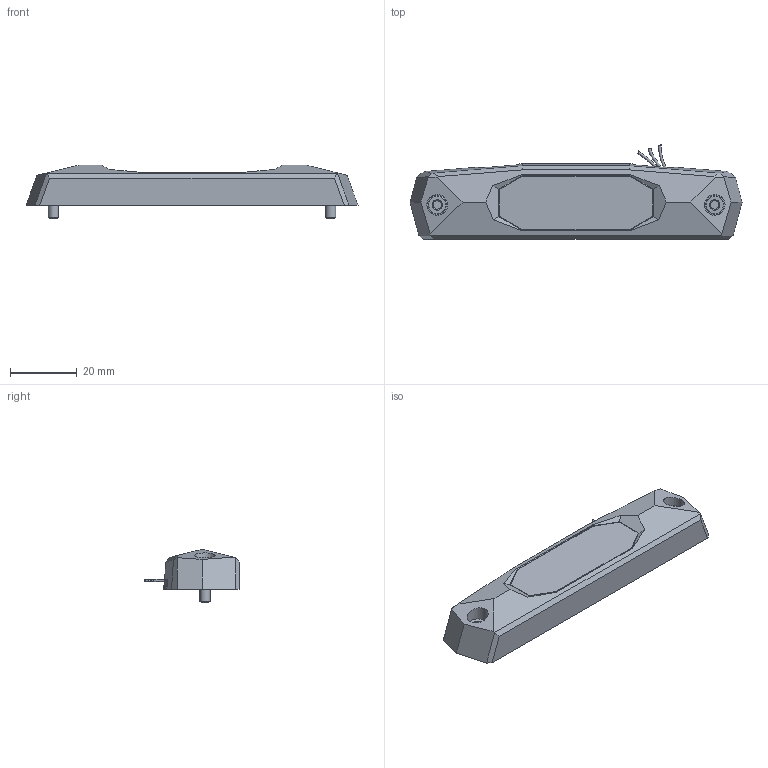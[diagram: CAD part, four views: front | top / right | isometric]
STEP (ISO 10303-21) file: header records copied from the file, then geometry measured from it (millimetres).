
FILE_DESCRIPTION(/* description */ (''),/* implementation_level */ '2;1');
FILE_NAME(/* name */ 'Rainbow_Serial_Bumper v2.step',/* time_stamp */ '2023-11-23T13:40:18-05:00',/* author */ (''),/* organization */ (''),/* preprocessor_version */ 'ST-DEVELOPER v20',/* originating_system */ 'Autodesk Translation Framework v12.14.0.127',/* authorisation */ '');
FILE_SCHEMA (('AUTOMOTIVE_DESIGN { 1 0 10303 214 3 1 1 }'));
Length unit declared in the file: millimetre
Products named in the file (15): Rainbow_Serial_Bumper; [a]_main_body; Support; serial_insert; insert_collar; Support1; Support2; back_plate; Hardware; 91290A113_NO THREADS_Alloy Steel Socket Head Screw; RGB Strip; WireGND; Wire5V; WireSignal; segment
Assembly tree (18 placements, depth 3):
  Rainbow_Serial_Bumper
    [a]_main_body
      Support
    serial_insert
    insert_collar
      Support1
      Support2
    back_plate
    Hardware
      91290A113_NO THREADS_Alloy Steel Socket Head Screw  x2
    RGB Strip
      segment  x4
      WireGND
      Wire5V
      WireSignal
Bounding box: 99.29 x 28.18 x 16 mm (x, y, z)
Volume: 21308.2 mm3; surface area: 20810.9 mm2
Topology: 32 solids, 33 shells, 653 faces, 1666 edges, 1102 vertices
Faces by surface type: plane 469, bspline 134, cylinder 40, cone 8, torus 2
Full cylindrical faces by diameter (mm): 3 x2, 3.4 x2, 5.5 x2, 6.2 x2
Entity records: 21140 total; most frequent: CARTESIAN_POINT 7944, ORIENTED_EDGE 2898, DIRECTION 2103, EDGE_CURVE 1449, LINE 1093, VECTOR 1093, VERTEX_POINT 958, EDGE_LOOP 575
